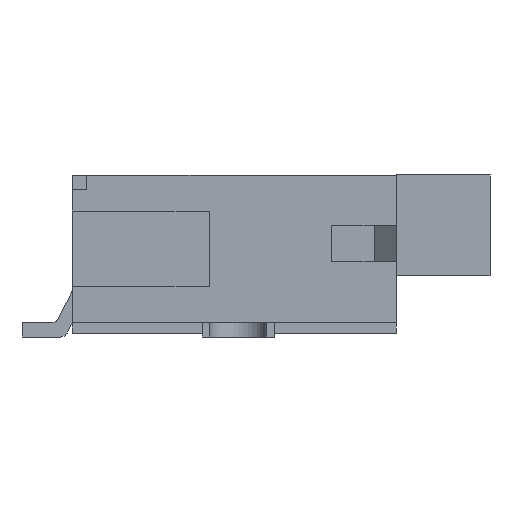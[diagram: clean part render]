
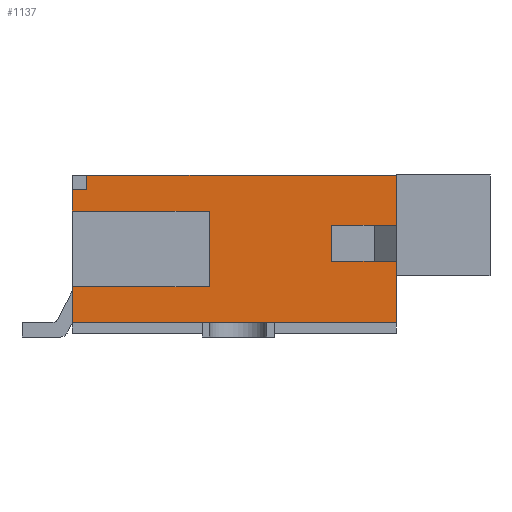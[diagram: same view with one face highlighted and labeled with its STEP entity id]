
A CAD part, left-side view. The second image highlights one B-rep face of the part: STEP entity #1137.
In plain terms, the highlighted planar face has unit normal (-1, 0, 0).
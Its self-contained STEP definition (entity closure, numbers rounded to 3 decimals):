
#1137 = ADVANCED_FACE( '', ( #2160 ), #2161, .T. );
#2160 = FACE_OUTER_BOUND( '', #3143, .T. );
#2161 = PLANE( '', #3144 );
#3143 = EDGE_LOOP( '', ( #6314, #6315, #6316, #6317, #6318, #6319, #6320, #6321, #6322, #6323, #6324, #6325, #6326, #6327 ) );
#3144 = AXIS2_PLACEMENT_3D( '', #6328, #6329, #6330 );
#6314 = ORIENTED_EDGE( '', *, *, #7167, .F. );
#6315 = ORIENTED_EDGE( '', *, *, #7127, .F. );
#6316 = ORIENTED_EDGE( '', *, *, #7016, .T. );
#6317 = ORIENTED_EDGE( '', *, *, #7479, .F. );
#6318 = ORIENTED_EDGE( '', *, *, #8066, .T. );
#6319 = ORIENTED_EDGE( '', *, *, #7608, .T. );
#6320 = ORIENTED_EDGE( '', *, *, #7012, .T. );
#6321 = ORIENTED_EDGE( '', *, *, #8054, .F. );
#6322 = ORIENTED_EDGE( '', *, *, #8067, .T. );
#6323 = ORIENTED_EDGE( '', *, *, #8003, .T. );
#6324 = ORIENTED_EDGE( '', *, *, #7428, .T. );
#6325 = ORIENTED_EDGE( '', *, *, #7755, .T. );
#6326 = ORIENTED_EDGE( '', *, *, #7100, .T. );
#6327 = ORIENTED_EDGE( '', *, *, #7758, .T. );
#6328 = CARTESIAN_POINT( '', ( -9.3, 0., 0. ) );
#6329 = DIRECTION( '', ( -1., 0., 0. ) );
#6330 = DIRECTION( '', ( 0., 0., 1. ) );
#7012 = EDGE_CURVE( '', #8676, #8674, #8677, .T. );
#7016 = EDGE_CURVE( '', #8684, #8682, #8685, .T. );
#7100 = EDGE_CURVE( '', #8821, #8822, #8823, .T. );
#7127 = EDGE_CURVE( '', #8684, #8869, #8870, .T. );
#7167 = EDGE_CURVE( '', #8869, #8930, #8931, .T. );
#7428 = EDGE_CURVE( '', #9346, #9344, #9347, .T. );
#7479 = EDGE_CURVE( '', #9422, #8682, #9424, .T. );
#7608 = EDGE_CURVE( '', #9604, #8676, #9605, .T. );
#7755 = EDGE_CURVE( '', #9344, #8821, #9805, .T. );
#7758 = EDGE_CURVE( '', #8822, #8930, #9808, .T. );
#8003 = EDGE_CURVE( '', #10107, #9346, #10108, .T. );
#8054 = EDGE_CURVE( '', #10162, #8674, #10164, .T. );
#8066 = EDGE_CURVE( '', #9422, #9604, #10176, .T. );
#8067 = EDGE_CURVE( '', #10162, #10107, #10177, .T. );
#8674 = VERTEX_POINT( '', #11046 );
#8676 = VERTEX_POINT( '', #11049 );
#8677 = LINE( '', #11050, #11051 );
#8682 = VERTEX_POINT( '', #11058 );
#8684 = VERTEX_POINT( '', #11061 );
#8685 = LINE( '', #11062, #11063 );
#8821 = VERTEX_POINT( '', #11258 );
#8822 = VERTEX_POINT( '', #11259 );
#8823 = LINE( '', #11260, #11261 );
#8869 = VERTEX_POINT( '', #11326 );
#8870 = LINE( '', #11327, #11328 );
#8930 = VERTEX_POINT( '', #11413 );
#8931 = LINE( '', #11414, #11415 );
#9344 = VERTEX_POINT( '', #12011 );
#9346 = VERTEX_POINT( '', #12014 );
#9347 = LINE( '', #12015, #12016 );
#9422 = VERTEX_POINT( '', #12124 );
#9424 = LINE( '', #12127, #12128 );
#9604 = VERTEX_POINT( '', #12398 );
#9605 = LINE( '', #12399, #12400 );
#9805 = LINE( '', #12699, #12700 );
#9808 = LINE( '', #12704, #12705 );
#10107 = VERTEX_POINT( '', #13157 );
#10108 = LINE( '', #13158, #13159 );
#10162 = VERTEX_POINT( '', #13237 );
#10164 = LINE( '', #13240, #13241 );
#10176 = LINE( '', #13255, #13256 );
#10177 = LINE( '', #13257, #13258 );
#11046 = CARTESIAN_POINT( '', ( -9.3, 2.25, -0.95 ) );
#11049 = CARTESIAN_POINT( '', ( -9.3, 2.25, -0.45 ) );
#11050 = CARTESIAN_POINT( '', ( -9.3, 2.25, 1.1 ) );
#11051 = VECTOR( '', #13621, 1000. );
#11058 = CARTESIAN_POINT( '', ( -9.3, 2.25, 0.6 ) );
#11061 = CARTESIAN_POINT( '', ( -9.3, 2.25, 0.9 ) );
#11062 = CARTESIAN_POINT( '', ( -9.3, 2.25, 1.1 ) );
#11063 = VECTOR( '', #13625, 1000. );
#11258 = CARTESIAN_POINT( '', ( -9.3, -2.25, 0.4 ) );
#11259 = CARTESIAN_POINT( '', ( -9.3, -2.25, 1.1 ) );
#11260 = CARTESIAN_POINT( '', ( -9.3, -2.25, -1.1 ) );
#11261 = VECTOR( '', #13703, 1000. );
#11326 = CARTESIAN_POINT( '', ( -9.3, 2.05, 0.9 ) );
#11327 = CARTESIAN_POINT( '', ( -9.3, 0., 0.9 ) );
#11328 = VECTOR( '', #13729, 1000. );
#11413 = CARTESIAN_POINT( '', ( -9.3, 2.05, 1.1 ) );
#11414 = CARTESIAN_POINT( '', ( -9.3, 2.05, 0. ) );
#11415 = VECTOR( '', #13767, 1000. );
#12011 = CARTESIAN_POINT( '', ( -9.3, -1.35, 0.4 ) );
#12014 = CARTESIAN_POINT( '', ( -9.3, -1.35, -0.1 ) );
#12015 = CARTESIAN_POINT( '', ( -9.3, -1.35, -0.1 ) );
#12016 = VECTOR( '', #14054, 1000. );
#12124 = CARTESIAN_POINT( '', ( -9.3, 0.35, 0.6 ) );
#12127 = CARTESIAN_POINT( '', ( -9.3, 0.35, 0.6 ) );
#12128 = VECTOR( '', #14101, 1000. );
#12398 = CARTESIAN_POINT( '', ( -9.3, 0.35, -0.45 ) );
#12399 = CARTESIAN_POINT( '', ( -9.3, 0.35, -0.45 ) );
#12400 = VECTOR( '', #14234, 1000. );
#12699 = CARTESIAN_POINT( '', ( -9.3, -1.35, 0.4 ) );
#12700 = VECTOR( '', #14358, 1000. );
#12704 = CARTESIAN_POINT( '', ( -9.3, -2.25, 1.1 ) );
#12705 = VECTOR( '', #14360, 1000. );
#13157 = CARTESIAN_POINT( '', ( -9.3, -2.25, -0.1 ) );
#13158 = CARTESIAN_POINT( '', ( -9.3, -2.25, -0.1 ) );
#13159 = VECTOR( '', #14562, 1000. );
#13237 = CARTESIAN_POINT( '', ( -9.3, -2.25, -0.95 ) );
#13240 = CARTESIAN_POINT( '', ( -9.3, -2.25, -0.95 ) );
#13241 = VECTOR( '', #14588, 1000. );
#13255 = CARTESIAN_POINT( '', ( -9.3, 0.35, 0.6 ) );
#13256 = VECTOR( '', #14591, 1000. );
#13257 = CARTESIAN_POINT( '', ( -9.3, -2.25, -1.1 ) );
#13258 = VECTOR( '', #14592, 1000. );
#13621 = DIRECTION( '', ( 0., 0., -1. ) );
#13625 = DIRECTION( '', ( 0., 0., -1. ) );
#13703 = DIRECTION( '', ( 0., 0., 1. ) );
#13729 = DIRECTION( '', ( 0., -1., 0. ) );
#13767 = DIRECTION( '', ( 0., 0., 1. ) );
#14054 = DIRECTION( '', ( 0., 0., 1. ) );
#14101 = DIRECTION( '', ( 0., 1., 0. ) );
#14234 = DIRECTION( '', ( 0., 1., 0. ) );
#14358 = DIRECTION( '', ( 0., -1., 0. ) );
#14360 = DIRECTION( '', ( 0., 1., 0. ) );
#14562 = DIRECTION( '', ( 0., 1., 0. ) );
#14588 = DIRECTION( '', ( 0., 1., 0. ) );
#14591 = DIRECTION( '', ( 0., 0., -1. ) );
#14592 = DIRECTION( '', ( 0., 0., 1. ) );
